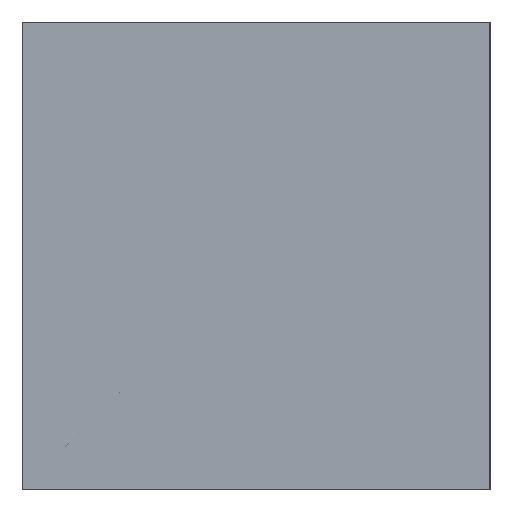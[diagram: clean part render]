
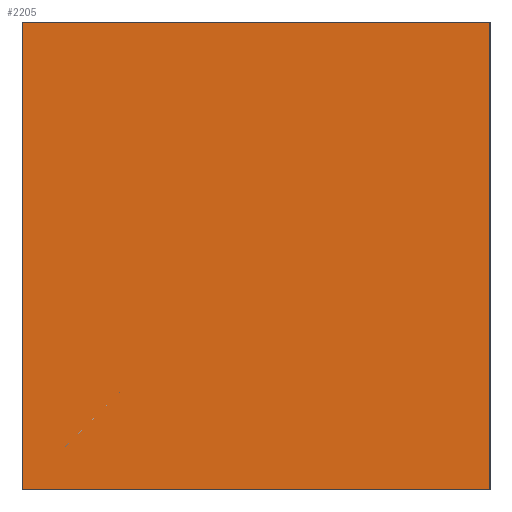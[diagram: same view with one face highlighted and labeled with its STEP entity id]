
A CAD part, left-side view. The second image highlights one B-rep face of the part: STEP entity #2205.
In plain terms, the highlighted planar face has unit normal (-1, 0, 0).
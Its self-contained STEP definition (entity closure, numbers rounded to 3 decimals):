
#23 = LINE ( 'NONE', #2409, #1503 ) ;
#49 = AXIS2_PLACEMENT_3D ( 'NONE', #3106, #468, #2526 ) ;
#243 = ORIENTED_EDGE ( 'NONE', *, *, #922, .F. ) ;
#360 = DIRECTION ( 'NONE',  ( 0., 0., 1. ) ) ;
#383 = DIRECTION ( 'NONE',  ( 0., 0., 1. ) ) ;
#468 = DIRECTION ( 'NONE',  ( 1., 0., 0. ) ) ;
#552 = CARTESIAN_POINT ( 'NONE',  ( -68.2, 15.05, 15.05 ) ) ;
#613 = CARTESIAN_POINT ( 'NONE',  ( -68.2, -15.05, 15.05 ) ) ;
#627 = VECTOR ( 'NONE', #383, 1000. ) ;
#722 = LINE ( 'NONE', #1264, #2187 ) ;
#775 = VERTEX_POINT ( 'NONE', #1585 ) ;
#922 = EDGE_CURVE ( 'NONE', #1003, #775, #23, .T. ) ;
#951 = PLANE ( 'NONE',  #49 ) ;
#983 = EDGE_CURVE ( 'NONE', #3397, #2860, #1421, .T. ) ;
#1003 = VERTEX_POINT ( 'NONE', #1260 ) ;
#1160 = EDGE_LOOP ( 'NONE', ( #1892, #2033, #243, #3498 ) ) ;
#1260 = CARTESIAN_POINT ( 'NONE',  ( -68.2, 15.05, -15.05 ) ) ;
#1264 = CARTESIAN_POINT ( 'NONE',  ( -68.2, 15.05, -15.05 ) ) ;
#1408 = VECTOR ( 'NONE', #2302, 1000. ) ;
#1421 = LINE ( 'NONE', #3314, #627 ) ;
#1503 = VECTOR ( 'NONE', #360, 1000. ) ;
#1579 = LINE ( 'NONE', #552, #1408 ) ;
#1585 = CARTESIAN_POINT ( 'NONE',  ( -68.2, 15.05, 15.05 ) ) ;
#1708 = EDGE_CURVE ( 'NONE', #775, #2860, #1579, .T. ) ;
#1892 = ORIENTED_EDGE ( 'NONE', *, *, #983, .T. ) ;
#2033 = ORIENTED_EDGE ( 'NONE', *, *, #1708, .F. ) ;
#2187 = VECTOR ( 'NONE', #2439, 1000. ) ;
#2205 = ADVANCED_FACE ( 'NONE', ( #3082 ), #951, .F. ) ;
#2302 = DIRECTION ( 'NONE',  ( 0., -1., 0. ) ) ;
#2409 = CARTESIAN_POINT ( 'NONE',  ( -68.2, 15.05, -15.05 ) ) ;
#2439 = DIRECTION ( 'NONE',  ( 0., -1., 0. ) ) ;
#2526 = DIRECTION ( 'NONE',  ( 0., 0., -1. ) ) ;
#2860 = VERTEX_POINT ( 'NONE', #613 ) ;
#2891 = CARTESIAN_POINT ( 'NONE',  ( -68.2, -15.05, -15.05 ) ) ;
#3047 = EDGE_CURVE ( 'NONE', #1003, #3397, #722, .T. ) ;
#3082 = FACE_OUTER_BOUND ( 'NONE', #1160, .T. ) ;
#3106 = CARTESIAN_POINT ( 'NONE',  ( -68.2, 15.05, -15.05 ) ) ;
#3314 = CARTESIAN_POINT ( 'NONE',  ( -68.2, -15.05, -15.05 ) ) ;
#3397 = VERTEX_POINT ( 'NONE', #2891 ) ;
#3498 = ORIENTED_EDGE ( 'NONE', *, *, #3047, .T. ) ;
